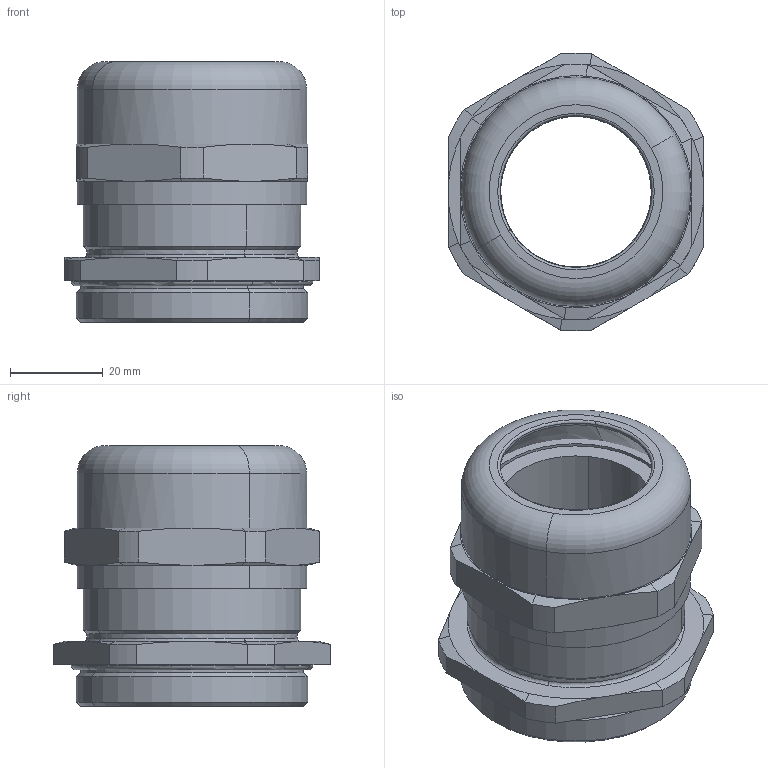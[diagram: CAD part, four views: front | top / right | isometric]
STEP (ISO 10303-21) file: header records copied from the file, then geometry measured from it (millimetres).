
FILE_DESCRIPTION(('CATIA V5R24 STEP','CAx-IF Rec.Pracs.--- Model Styling and Organization---1.2---2011-12-15'),'2;1');
FILE_NAME ('D1458942_0', '2018-03-22T13:50:14+00:00', ('Weidmueller Interface'), ('Weidmueller'), 'CATIA Version 5-6 Release 2014 SP4 HF52', 'CATIA V5 STEP AP214', 'none');
FILE_SCHEMA(('AUTOMOTIVE_DESIGN { 1 0 10303 214 1 1 1 1 }'));
Length unit declared in the file: millimetre
Products named in the file (1): PG 36 - M50x1.5 MONTAJ
Bounding box: 55 x 59.96 x 56.26 mm (x, y, z)
Volume: 51606.1 mm3; surface area: 35519.6 mm2
Topology: 4 solids, 5 shells, 148 faces, 431 edges, 299 vertices
Faces by surface type: cone 54, cylinder 46, plane 28, torus 12, bspline 8
Entity records: 5647 total; most frequent: CARTESIAN_POINT 1733, ORIENTED_EDGE 862, DIRECTION 608, EDGE_CURVE 431, AXIS2_PLACEMENT_3D 348, VERTEX_POINT 299, CIRCLE 207, EDGE_LOOP 164
